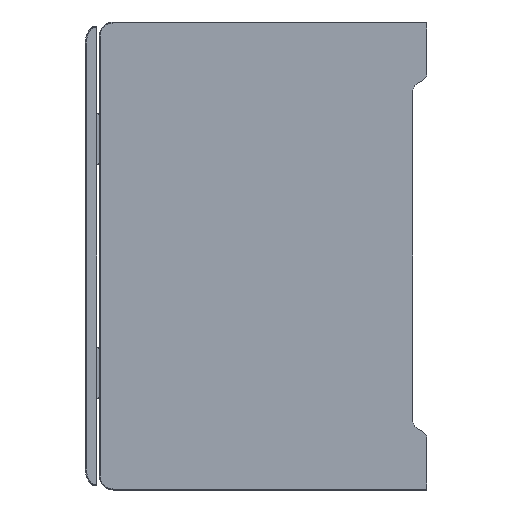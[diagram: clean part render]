
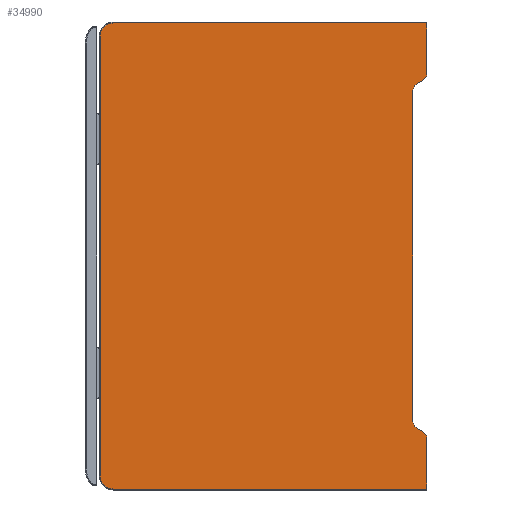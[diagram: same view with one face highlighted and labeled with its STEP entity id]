
A CAD part, left-side view. The second image highlights one B-rep face of the part: STEP entity #34990.
In plain terms, the highlighted planar face has unit normal (-1, 0, 0).
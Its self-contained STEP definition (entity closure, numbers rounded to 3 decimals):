
#4461=DIRECTION('',(0.,0.866,0.5));
#4462=VECTOR('',#4461,1.309);
#4463=CARTESIAN_POINT('',(-138.,0.866,-37.5));
#4464=LINE('',#4463,#4462);
#4465=CARTESIAN_POINT('',(-138.,1.732,-39.));
#4466=DIRECTION('',(1.,0.,0.));
#4467=DIRECTION('',(0.,-0.5,0.866));
#4468=AXIS2_PLACEMENT_3D('',#4465,#4466,#4467);
#4470=DIRECTION('',(0.,0.,-1.));
#4471=VECTOR('',#4470,10.8);
#4472=CARTESIAN_POINT('',(-138.,0.,-39.));
#4473=LINE('',#4472,#4471);
#4474=DIRECTION('',(0.,1.,0.));
#4475=VECTOR('',#4474,67.);
#4476=CARTESIAN_POINT('',(-138.,0.,-49.8));
#4477=LINE('',#4476,#4475);
#4478=CARTESIAN_POINT('',(-138.,67.,-47.));
#4479=DIRECTION('',(1.,0.,0.));
#4480=DIRECTION('',(0.,0.,-1.));
#4481=AXIS2_PLACEMENT_3D('',#4478,#4479,#4480);
#4483=DIRECTION('',(0.,0.,1.));
#4484=VECTOR('',#4483,94.);
#4485=CARTESIAN_POINT('',(-138.,69.8,-47.));
#4486=LINE('',#4485,#4484);
#4487=CARTESIAN_POINT('',(-138.,67.,47.));
#4488=DIRECTION('',(1.,0.,0.));
#4489=DIRECTION('',(0.,1.,0.));
#4490=AXIS2_PLACEMENT_3D('',#4487,#4488,#4489);
#4492=DIRECTION('',(0.,-1.,0.));
#4493=VECTOR('',#4492,67.);
#4494=CARTESIAN_POINT('',(-138.,67.,49.8));
#4495=LINE('',#4494,#4493);
#4496=DIRECTION('',(0.,0.,-1.));
#4497=VECTOR('',#4496,10.8);
#4498=CARTESIAN_POINT('',(-138.,0.,49.8));
#4499=LINE('',#4498,#4497);
#4500=CARTESIAN_POINT('',(-138.,1.732,39.));
#4501=DIRECTION('',(1.,0.,0.));
#4502=DIRECTION('',(0.,-1.,0.));
#4503=AXIS2_PLACEMENT_3D('',#4500,#4501,#4502);
#4505=DIRECTION('',(0.,-0.866,0.5));
#4506=VECTOR('',#4505,1.309);
#4507=CARTESIAN_POINT('',(-138.,2.,36.845));
#4508=LINE('',#4507,#4506);
#4509=CARTESIAN_POINT('',(-138.,1.,35.113));
#4510=DIRECTION('',(1.,0.,0.));
#4511=DIRECTION('',(0.,1.,0.));
#4512=AXIS2_PLACEMENT_3D('',#4509,#4510,#4511);
#4514=DIRECTION('',(0.,0.,1.));
#4515=VECTOR('',#4514,70.226);
#4516=CARTESIAN_POINT('',(-138.,3.,-35.113));
#4517=LINE('',#4516,#4515);
#4518=CARTESIAN_POINT('',(-138.,1.,-35.113));
#4519=DIRECTION('',(1.,0.,0.));
#4520=DIRECTION('',(0.,0.5,-0.866));
#4521=AXIS2_PLACEMENT_3D('',#4518,#4519,#4520);
#24413=CARTESIAN_POINT('',(-138.,0.,49.8));
#24415=VERTEX_POINT('',#24413);
#24416=CARTESIAN_POINT('',(-138.,67.,49.8));
#24417=VERTEX_POINT('',#24416);
#24422=CARTESIAN_POINT('',(-138.,69.8,47.));
#24423=VERTEX_POINT('',#24422);
#24426=CARTESIAN_POINT('',(-138.,69.8,-47.));
#24427=VERTEX_POINT('',#24426);
#24430=CARTESIAN_POINT('',(-138.,67.,-49.8));
#24431=VERTEX_POINT('',#24430);
#24432=CARTESIAN_POINT('',(-138.,0.,-49.8));
#24434=VERTEX_POINT('',#24432);
#25176=CARTESIAN_POINT('',(-138.,0.866,-37.5));
#25177=CARTESIAN_POINT('',(-138.,2.,-36.845));
#25178=VERTEX_POINT('',#25176);
#25179=VERTEX_POINT('',#25177);
#25180=CARTESIAN_POINT('',(-138.,3.,-35.113));
#25181=VERTEX_POINT('',#25180);
#25182=CARTESIAN_POINT('',(-138.,3.,35.113));
#25183=VERTEX_POINT('',#25182);
#25184=CARTESIAN_POINT('',(-138.,2.,36.845));
#25185=VERTEX_POINT('',#25184);
#25186=CARTESIAN_POINT('',(-138.,0.866,37.5));
#25187=VERTEX_POINT('',#25186);
#25188=CARTESIAN_POINT('',(-138.,0.,39.));
#25189=VERTEX_POINT('',#25188);
#25190=CARTESIAN_POINT('',(-138.,0.,-39.));
#25191=VERTEX_POINT('',#25190);
#34962=CARTESIAN_POINT('',(-138.,0.,-50.));
#34963=DIRECTION('',(-1.,0.,0.));
#34964=DIRECTION('',(0.,0.,1.));
#34965=AXIS2_PLACEMENT_3D('',#34962,#34963,#34964);
#34966=PLANE('',#34965);
#34967=ORIENTED_EDGE('',*,*,#34890,.F.);
#34969=ORIENTED_EDGE('',*,*,#34968,.T.);
#34971=ORIENTED_EDGE('',*,*,#34970,.T.);
#34973=ORIENTED_EDGE('',*,*,#34972,.T.);
#34975=ORIENTED_EDGE('',*,*,#34974,.T.);
#34977=ORIENTED_EDGE('',*,*,#34976,.T.);
#34978=ORIENTED_EDGE('',*,*,#34757,.T.);
#34979=ORIENTED_EDGE('',*,*,#34778,.T.);
#34980=ORIENTED_EDGE('',*,*,#34799,.T.);
#34981=ORIENTED_EDGE('',*,*,#34827,.T.);
#34983=ORIENTED_EDGE('',*,*,#34982,.F.);
#34985=ORIENTED_EDGE('',*,*,#34984,.F.);
#34986=ORIENTED_EDGE('',*,*,#34929,.F.);
#34987=ORIENTED_EDGE('',*,*,#34911,.F.);
#34988=EDGE_LOOP('',(#34967,#34969,#34971,#34973,#34975,#34977,#34978,#34979,
#34980,#34981,#34983,#34985,#34986,#34987));
#34989=FACE_OUTER_BOUND('',#34988,.F.);
#34990=ADVANCED_FACE('',(#34989),#34966,.T.);
#4469=CIRCLE('',#4468,1.732);
#4482=CIRCLE('',#4481,2.8);
#4491=CIRCLE('',#4490,2.8);
#4504=CIRCLE('',#4503,1.732);
#4513=CIRCLE('',#4512,2.);
#4522=CIRCLE('',#4521,2.);
#34757=EDGE_CURVE('',#24423,#24417,#4491,.T.);
#34778=EDGE_CURVE('',#24417,#24415,#4495,.T.);
#34799=EDGE_CURVE('',#24415,#25189,#4499,.T.);
#34827=EDGE_CURVE('',#25189,#25187,#4504,.T.);
#34890=EDGE_CURVE('',#25178,#25179,#4464,.T.);
#34911=EDGE_CURVE('',#25179,#25181,#4522,.T.);
#34929=EDGE_CURVE('',#25181,#25183,#4517,.T.);
#34968=EDGE_CURVE('',#25178,#25191,#4469,.T.);
#34970=EDGE_CURVE('',#25191,#24434,#4473,.T.);
#34972=EDGE_CURVE('',#24434,#24431,#4477,.T.);
#34974=EDGE_CURVE('',#24431,#24427,#4482,.T.);
#34976=EDGE_CURVE('',#24427,#24423,#4486,.T.);
#34982=EDGE_CURVE('',#25185,#25187,#4508,.T.);
#34984=EDGE_CURVE('',#25183,#25185,#4513,.T.);
